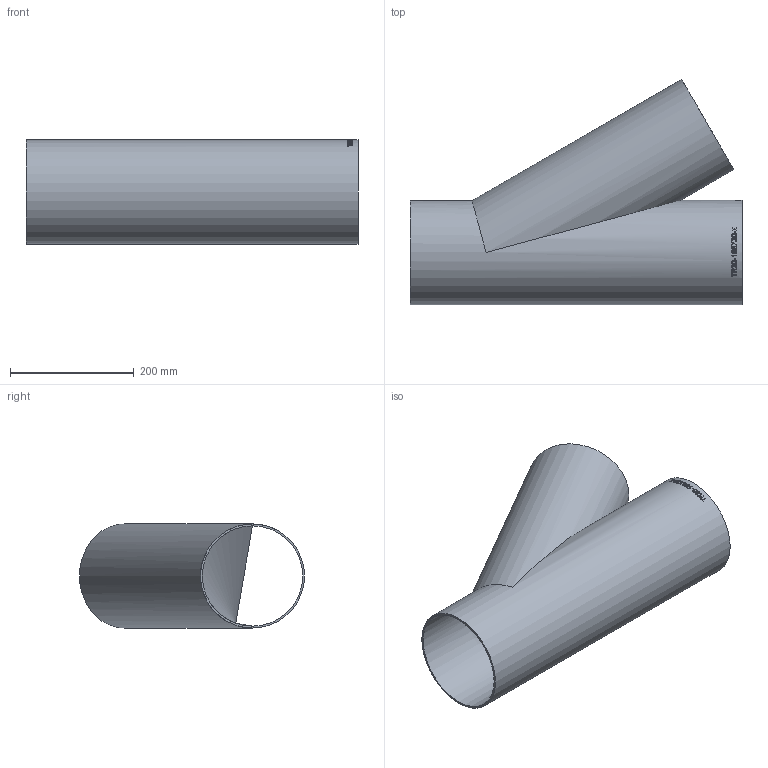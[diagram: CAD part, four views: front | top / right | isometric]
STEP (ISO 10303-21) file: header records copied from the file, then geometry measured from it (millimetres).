
FILE_DESCRIPTION (( 'STEP AP214' ), '1' );
FILE_NAME ('TR30-168X30-x T-Stück 30° Ø168,3 L537 1911.STEP', '2019-11-22T08:28:23', ( '' ), ( '' ), 'SwSTEP 2.0', 'SolidWorks 2016', '' );
FILE_SCHEMA (( 'AUTOMOTIVE_DESIGN' ));
Length unit declared in the file: millimetre
Products named in the file (1): TR30-168X30-x T-Stück 30° Ø168,3 L537   1911
Bounding box: 537 x 364.05 x 168.3 mm (x, y, z)
Volume: 1153636.3 mm3; surface area: 773794.4 mm2
Topology: 1 solids, 1 shells, 186 faces, 501 edges, 334 vertices
Faces by surface type: bspline 121, plane 41, cylinder 24
Full cylindrical faces by diameter (mm): 162.3 x2, 168.3 x2
Entity records: 29607 total; most frequent: CARTESIAN_POINT 24146, ORIENTED_EDGE 974, EDGE_CURVE 487, B_SPLINE_CURVE_WITH_KNOTS 376, VERTEX_POINT 328, DIRECTION 291, EDGE_LOOP 213, FACE_OUTER_BOUND 189
